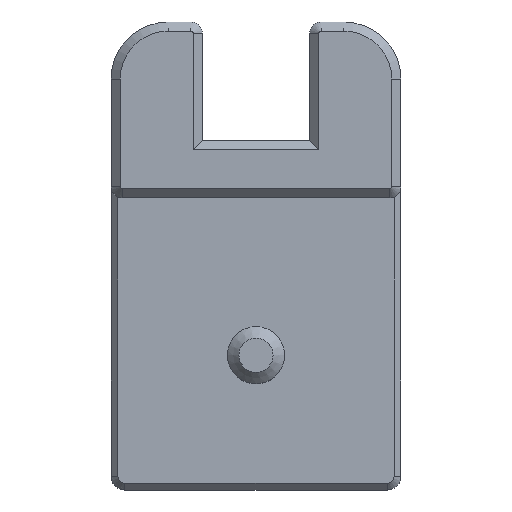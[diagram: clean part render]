
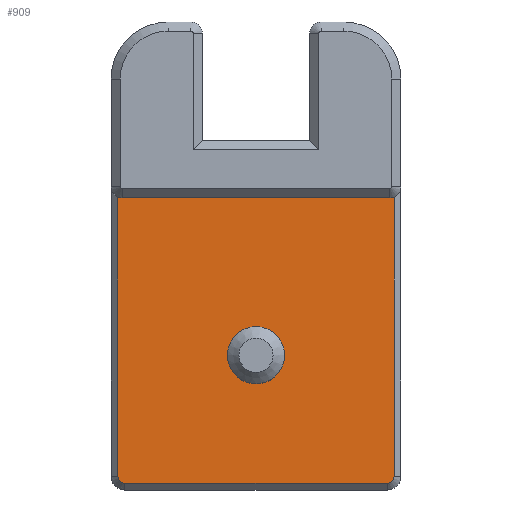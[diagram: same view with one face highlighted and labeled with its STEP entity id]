
A CAD part, top view. The second image highlights one B-rep face of the part: STEP entity #909.
In plain terms, the highlighted planar face has unit normal (0, 0, 1).
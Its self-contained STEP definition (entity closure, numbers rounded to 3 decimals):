
#19=FACE_BOUND('',#172,.T.);
#61=PLANE('',#1012);
#115=FACE_OUTER_BOUND('',#171,.T.);
#171=EDGE_LOOP('',(#824,#825,#826,#827,#828,#829,#830,#831));
#172=EDGE_LOOP('',(#832));
#202=CIRCLE('',#992,0.5);
#203=CIRCLE('',#997,0.5);
#204=CIRCLE('',#1007,0.3);
#205=CIRCLE('',#1010,0.3);
#206=CIRCLE('',#1013,1.25);
#284=LINE('',#1508,#375);
#291=LINE('',#1528,#382);
#295=LINE('',#1537,#386);
#297=LINE('',#1543,#388);
#375=VECTOR('',#1233,10.);
#382=VECTOR('',#1262,10.);
#386=VECTOR('',#1272,10.);
#388=VECTOR('',#1280,10.);
#453=VERTEX_POINT('',#1500);
#454=VERTEX_POINT('',#1502);
#455=VERTEX_POINT('',#1506);
#456=VERTEX_POINT('',#1510);
#457=VERTEX_POINT('',#1527);
#458=VERTEX_POINT('',#1531);
#459=VERTEX_POINT('',#1535);
#460=VERTEX_POINT('',#1539);
#461=VERTEX_POINT('',#1545);
#564=EDGE_CURVE('',#453,#454,#202,.F.);
#567=EDGE_CURVE('',#453,#455,#284,.F.);
#569=EDGE_CURVE('',#456,#455,#203,.F.);
#576=EDGE_CURVE('',#454,#457,#291,.T.);
#579=EDGE_CURVE('',#457,#458,#204,.T.);
#581=EDGE_CURVE('',#458,#459,#295,.T.);
#583=EDGE_CURVE('',#459,#460,#205,.T.);
#584=EDGE_CURVE('',#460,#456,#297,.T.);
#585=EDGE_CURVE('',#461,#461,#206,.T.);
#824=ORIENTED_EDGE('',*,*,#584,.F.);
#825=ORIENTED_EDGE('',*,*,#583,.F.);
#826=ORIENTED_EDGE('',*,*,#581,.F.);
#827=ORIENTED_EDGE('',*,*,#579,.F.);
#828=ORIENTED_EDGE('',*,*,#576,.F.);
#829=ORIENTED_EDGE('',*,*,#564,.F.);
#830=ORIENTED_EDGE('',*,*,#567,.T.);
#831=ORIENTED_EDGE('',*,*,#569,.F.);
#832=ORIENTED_EDGE('',*,*,#585,.T.);
#909=ADVANCED_FACE('',(#115,#19),#61,.T.);
#992=AXIS2_PLACEMENT_3D('',#1503,#1226,#1227);
#997=AXIS2_PLACEMENT_3D('',#1512,#1238,#1239);
#1007=AXIS2_PLACEMENT_3D('',#1533,#1267,#1268);
#1010=AXIS2_PLACEMENT_3D('',#1541,#1276,#1277);
#1012=AXIS2_PLACEMENT_3D('',#1544,#1281,#1282);
#1013=AXIS2_PLACEMENT_3D('',#1546,#1283,#1284);
#1226=DIRECTION('center_axis',(0.,0.,-1.));
#1227=DIRECTION('ref_axis',(0.707,-0.707,0.));
#1233=DIRECTION('',(1.,0.,0.));
#1238=DIRECTION('center_axis',(0.,0.,-1.));
#1239=DIRECTION('ref_axis',(-0.707,-0.707,0.));
#1262=DIRECTION('',(0.,-1.,0.));
#1267=DIRECTION('center_axis',(0.,0.,-1.));
#1268=DIRECTION('ref_axis',(0.707,-0.707,0.));
#1272=DIRECTION('',(-1.,0.,0.));
#1276=DIRECTION('center_axis',(0.,0.,-1.));
#1277=DIRECTION('ref_axis',(-0.707,-0.707,0.));
#1280=DIRECTION('',(0.,1.,0.));
#1281=DIRECTION('center_axis',(0.,0.,1.));
#1282=DIRECTION('ref_axis',(1.,0.,0.));
#1283=DIRECTION('center_axis',(0.,0.,-1.));
#1284=DIRECTION('ref_axis',(1.,0.,0.));
#1500=CARTESIAN_POINT('',(5.85,7.4,0.));
#1502=CARTESIAN_POINT('',(6.05,7.442,0.));
#1503=CARTESIAN_POINT('Origin',(5.85,7.9,0.));
#1506=CARTESIAN_POINT('',(-5.85,7.4,0.));
#1508=CARTESIAN_POINT('',(3.175,7.4,0.));
#1510=CARTESIAN_POINT('',(-6.05,7.442,0.));
#1512=CARTESIAN_POINT('Origin',(-5.85,7.9,0.));
#1527=CARTESIAN_POINT('',(6.05,-4.8,0.));
#1528=CARTESIAN_POINT('',(6.05,9.975,0.));
#1531=CARTESIAN_POINT('',(5.75,-5.1,0.));
#1533=CARTESIAN_POINT('Origin',(5.75,-4.8,0.));
#1535=CARTESIAN_POINT('',(-5.75,-5.1,0.));
#1537=CARTESIAN_POINT('',(3.175,-5.1,0.));
#1539=CARTESIAN_POINT('',(-6.05,-4.8,0.));
#1541=CARTESIAN_POINT('Origin',(-5.75,-4.8,0.));
#1543=CARTESIAN_POINT('',(-6.05,-0.275,0.));
#1544=CARTESIAN_POINT('Origin',(0.,4.85,0.));
#1545=CARTESIAN_POINT('',(-1.25,0.5,0.));
#1546=CARTESIAN_POINT('Origin',(0.,0.5,0.));
